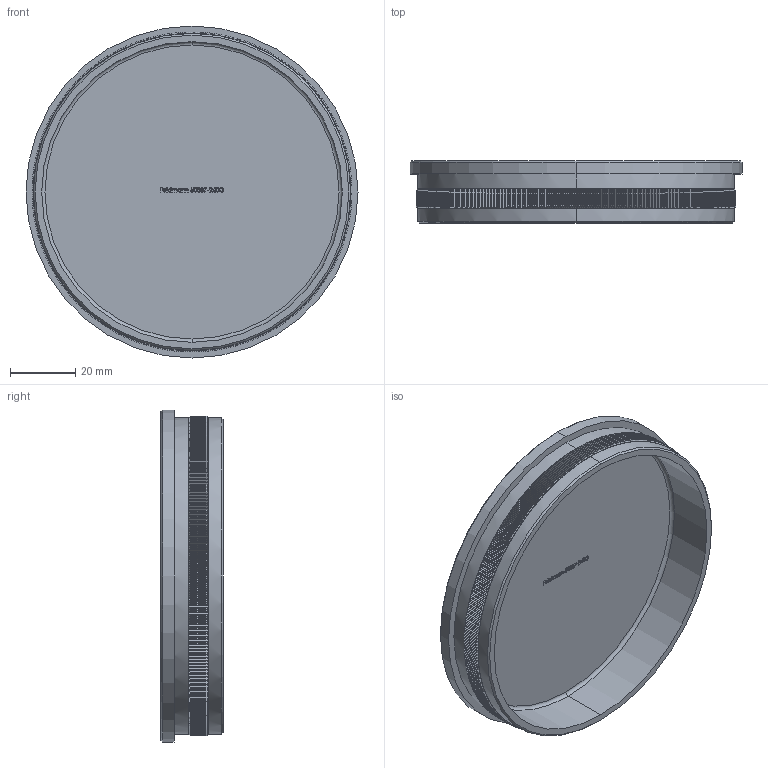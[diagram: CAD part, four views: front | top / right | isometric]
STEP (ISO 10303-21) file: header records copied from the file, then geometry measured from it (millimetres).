
FILE_DESCRIPTION (( 'STEP AP203' ), '1' );
FILE_NAME ('50887-240G.STEP', '2019-05-07T14:53:01', ( '' ), ( '' ), 'SwSTEP 2.0', 'SolidWorks 2015', '' );
FILE_SCHEMA (( 'CONFIG_CONTROL_DESIGN' ));
Length unit declared in the file: millimetre
Products named in the file (1): 50887-240G
Bounding box: 101.6 x 19 x 101.6 mm (x, y, z)
Volume: 43963.5 mm3; surface area: 27833.5 mm2
Topology: 1 solids, 1 shells, 4184 faces, 10210 edges, 6058 vertices
Faces by surface type: plane 2365, cone 1126, cylinder 568, bspline 123, torus 2
Entity records: 129909 total; most frequent: CARTESIAN_POINT 35118, ORIENTED_EDGE 20420, DIRECTION 19232, EDGE_CURVE 10210, AXIS2_PLACEMENT_3D 7448, VERTEX_POINT 6058, VECTOR 4336, LINE 4336
